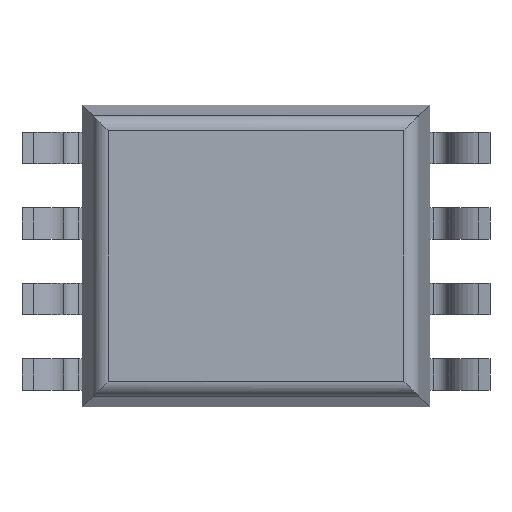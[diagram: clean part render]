
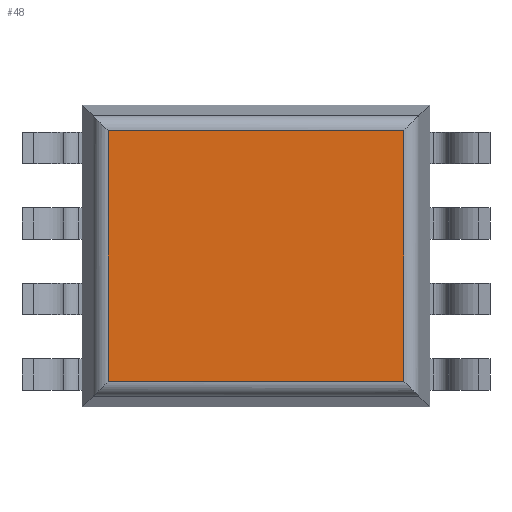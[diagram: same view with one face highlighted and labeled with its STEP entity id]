
A CAD part, front view. The second image highlights one B-rep face of the part: STEP entity #48.
In plain terms, the highlighted planar face has unit normal (0, -1, 0).
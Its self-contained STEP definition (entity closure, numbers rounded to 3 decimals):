
#7 = EDGE_LOOP ( 'NONE', ( #49, #53, #56, #59 ) ) ;
#48 = ADVANCED_FACE ( 'NONE', ( #1456 ), #1487, .F. ) ;
#49 = ORIENTED_EDGE ( 'NONE', *, *, #50, .T. ) ;
#50 = EDGE_CURVE ( 'NONE', #51, #52, #1482, .T. ) ;
#51 = VERTEX_POINT ( 'NONE', #1478 ) ;
#52 = VERTEX_POINT ( 'NONE', #1477 ) ;
#53 = ORIENTED_EDGE ( 'NONE', *, *, #54, .F. ) ;
#54 = EDGE_CURVE ( 'NONE', #55, #52, #1476, .T. ) ;
#55 = VERTEX_POINT ( 'NONE', #1472 ) ;
#56 = ORIENTED_EDGE ( 'NONE', *, *, #57, .F. ) ;
#57 = EDGE_CURVE ( 'NONE', #58, #55, #1531, .T. ) ;
#58 = VERTEX_POINT ( 'NONE', #1527 ) ;
#59 = ORIENTED_EDGE ( 'NONE', *, *, #60, .T. ) ;
#60 = EDGE_CURVE ( 'NONE', #58, #51, #1526, .T. ) ;
#1456 = FACE_OUTER_BOUND ( 'NONE', #7, .T. ) ;
#1472 = CARTESIAN_POINT ( 'NONE',  ( 0.98, -0.42, 0.83 ) ) ;
#1473 = DIRECTION ( 'NONE',  ( 0., 0., -1. ) ) ;
#1474 = VECTOR ( 'NONE', #1473, 1000. ) ;
#1475 = CARTESIAN_POINT ( 'NONE',  ( 0.98, -0.42, 1. ) ) ;
#1476 = LINE ( 'NONE', #1475, #1474 ) ;
#1477 = CARTESIAN_POINT ( 'NONE',  ( 0.98, -0.42, -0.83 ) ) ;
#1478 = CARTESIAN_POINT ( 'NONE',  ( -0.98, -0.42, -0.83 ) ) ;
#1479 = DIRECTION ( 'NONE',  ( 1., 0., 0. ) ) ;
#1480 = VECTOR ( 'NONE', #1479, 1000. ) ;
#1481 = CARTESIAN_POINT ( 'NONE',  ( -4.325, -0.42, -0.83 ) ) ;
#1482 = LINE ( 'NONE', #1481, #1480 ) ;
#1483 = DIRECTION ( 'NONE',  ( 0., 0., 1. ) ) ;
#1484 = DIRECTION ( 'NONE',  ( 0., 1., 0. ) ) ;
#1485 = CARTESIAN_POINT ( 'NONE',  ( 0.98, -0.42, 1. ) ) ;
#1486 = AXIS2_PLACEMENT_3D ( 'NONE', #1485, #1484, #1483 ) ;
#1487 = PLANE ( 'NONE',  #1486 ) ;
#1523 = DIRECTION ( 'NONE',  ( 0., 0., -1. ) ) ;
#1524 = VECTOR ( 'NONE', #1523, 1000. ) ;
#1525 = CARTESIAN_POINT ( 'NONE',  ( -0.98, -0.42, 1. ) ) ;
#1526 = LINE ( 'NONE', #1525, #1524 ) ;
#1527 = CARTESIAN_POINT ( 'NONE',  ( -0.98, -0.42, 0.83 ) ) ;
#1528 = DIRECTION ( 'NONE',  ( 1., 0., 0. ) ) ;
#1529 = VECTOR ( 'NONE', #1528, 1000. ) ;
#1530 = CARTESIAN_POINT ( 'NONE',  ( -4.325, -0.42, 0.83 ) ) ;
#1531 = LINE ( 'NONE', #1530, #1529 ) ;
